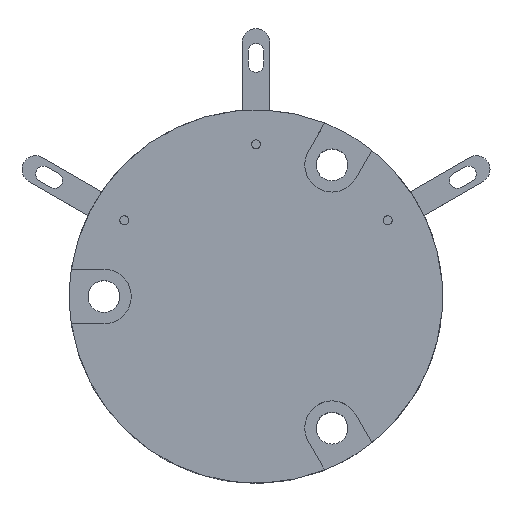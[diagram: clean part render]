
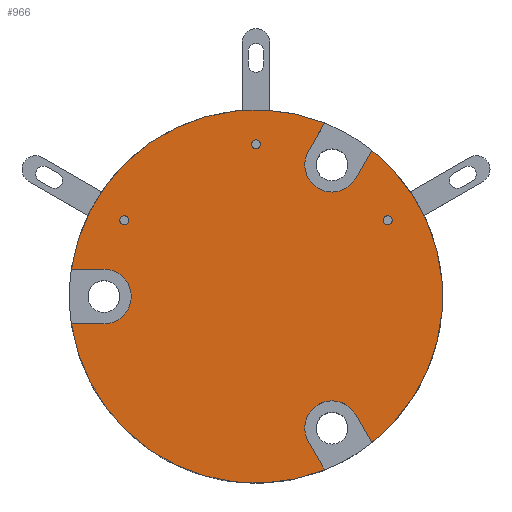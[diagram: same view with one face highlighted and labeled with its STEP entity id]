
A CAD part, top view. The second image highlights one B-rep face of the part: STEP entity #966.
In plain terms, the highlighted planar face has unit normal (0, 0, 1).
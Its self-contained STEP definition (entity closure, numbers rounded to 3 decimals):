
#88=LINE('',#1562,#167);
#93=LINE('',#1576,#172);
#96=LINE('',#1587,#175);
#101=LINE('',#1601,#180);
#104=LINE('',#1616,#183);
#109=LINE('',#1630,#188);
#167=VECTOR('',#1269,10.);
#172=VECTOR('',#1282,10.);
#175=VECTOR('',#1293,10.);
#180=VECTOR('',#1306,10.);
#183=VECTOR('',#1321,10.);
#188=VECTOR('',#1334,10.);
#210=FACE_BOUND('',#320,.T.);
#211=FACE_BOUND('',#321,.T.);
#212=FACE_BOUND('',#322,.T.);
#256=FACE_OUTER_BOUND('',#319,.T.);
#319=EDGE_LOOP('',(#811,#812,#813,#814,#815,#816,#817,#818,#819,#820,#821,
#822));
#320=EDGE_LOOP('',(#823,#824));
#321=EDGE_LOOP('',(#825,#826));
#322=EDGE_LOOP('',(#827,#828));
#364=CIRCLE('',#1055,3.);
#368=CIRCLE('',#1063,3.);
#374=CIRCLE('',#1073,3.);
#378=CIRCLE('',#1080,20.5);
#379=CIRCLE('',#1081,20.5);
#380=CIRCLE('',#1082,20.5);
#381=CIRCLE('',#1083,0.5);
#382=CIRCLE('',#1084,0.5);
#383=CIRCLE('',#1085,0.5);
#384=CIRCLE('',#1086,0.5);
#385=CIRCLE('',#1087,0.5);
#386=CIRCLE('',#1088,0.5);
#445=VERTEX_POINT('',#1560);
#446=VERTEX_POINT('',#1561);
#449=VERTEX_POINT('',#1569);
#451=VERTEX_POINT('',#1575);
#454=VERTEX_POINT('',#1585);
#455=VERTEX_POINT('',#1586);
#458=VERTEX_POINT('',#1594);
#460=VERTEX_POINT('',#1600);
#465=VERTEX_POINT('',#1614);
#466=VERTEX_POINT('',#1615);
#469=VERTEX_POINT('',#1623);
#471=VERTEX_POINT('',#1629);
#474=VERTEX_POINT('',#1642);
#475=VERTEX_POINT('',#1643);
#476=VERTEX_POINT('',#1646);
#477=VERTEX_POINT('',#1647);
#478=VERTEX_POINT('',#1650);
#479=VERTEX_POINT('',#1651);
#562=EDGE_CURVE('',#445,#446,#88,.T.);
#566=EDGE_CURVE('',#449,#445,#364,.T.);
#569=EDGE_CURVE('',#451,#449,#93,.T.);
#574=EDGE_CURVE('',#454,#455,#96,.T.);
#578=EDGE_CURVE('',#458,#454,#368,.T.);
#581=EDGE_CURVE('',#460,#458,#101,.T.);
#588=EDGE_CURVE('',#465,#466,#104,.T.);
#592=EDGE_CURVE('',#469,#465,#374,.T.);
#595=EDGE_CURVE('',#471,#469,#109,.T.);
#600=EDGE_CURVE('',#446,#471,#378,.T.);
#601=EDGE_CURVE('',#466,#460,#379,.T.);
#602=EDGE_CURVE('',#455,#451,#380,.T.);
#603=EDGE_CURVE('',#474,#475,#381,.T.);
#604=EDGE_CURVE('',#475,#474,#382,.T.);
#605=EDGE_CURVE('',#476,#477,#383,.T.);
#606=EDGE_CURVE('',#477,#476,#384,.T.);
#607=EDGE_CURVE('',#478,#479,#385,.T.);
#608=EDGE_CURVE('',#479,#478,#386,.T.);
#811=ORIENTED_EDGE('',*,*,#569,.T.);
#812=ORIENTED_EDGE('',*,*,#566,.T.);
#813=ORIENTED_EDGE('',*,*,#562,.T.);
#814=ORIENTED_EDGE('',*,*,#600,.T.);
#815=ORIENTED_EDGE('',*,*,#595,.T.);
#816=ORIENTED_EDGE('',*,*,#592,.T.);
#817=ORIENTED_EDGE('',*,*,#588,.T.);
#818=ORIENTED_EDGE('',*,*,#601,.T.);
#819=ORIENTED_EDGE('',*,*,#581,.T.);
#820=ORIENTED_EDGE('',*,*,#578,.T.);
#821=ORIENTED_EDGE('',*,*,#574,.T.);
#822=ORIENTED_EDGE('',*,*,#602,.T.);
#823=ORIENTED_EDGE('',*,*,#603,.T.);
#824=ORIENTED_EDGE('',*,*,#604,.T.);
#825=ORIENTED_EDGE('',*,*,#605,.T.);
#826=ORIENTED_EDGE('',*,*,#606,.T.);
#827=ORIENTED_EDGE('',*,*,#607,.T.);
#828=ORIENTED_EDGE('',*,*,#608,.T.);
#922=PLANE('',#1079);
#966=ADVANCED_FACE('',(#256,#210,#211,#212),#922,.T.);
#1055=AXIS2_PLACEMENT_3D('',#1570,#1275,#1276);
#1063=AXIS2_PLACEMENT_3D('',#1595,#1299,#1300);
#1073=AXIS2_PLACEMENT_3D('',#1624,#1327,#1328);
#1079=AXIS2_PLACEMENT_3D('',#1638,#1343,#1344);
#1080=AXIS2_PLACEMENT_3D('',#1639,#1345,#1346);
#1081=AXIS2_PLACEMENT_3D('',#1640,#1347,#1348);
#1082=AXIS2_PLACEMENT_3D('',#1641,#1349,#1350);
#1083=AXIS2_PLACEMENT_3D('',#1644,#1351,#1352);
#1084=AXIS2_PLACEMENT_3D('',#1645,#1353,#1354);
#1085=AXIS2_PLACEMENT_3D('',#1648,#1355,#1356);
#1086=AXIS2_PLACEMENT_3D('',#1649,#1357,#1358);
#1087=AXIS2_PLACEMENT_3D('',#1652,#1359,#1360);
#1088=AXIS2_PLACEMENT_3D('',#1653,#1361,#1362);
#1269=DIRECTION('',(0.5,-0.866,0.));
#1275=DIRECTION('center_axis',(0.,0.,-1.));
#1276=DIRECTION('ref_axis',(0.866,0.5,0.));
#1282=DIRECTION('',(-0.5,0.866,0.));
#1293=DIRECTION('',(-1.,0.,0.));
#1299=DIRECTION('center_axis',(0.,0.,-1.));
#1300=DIRECTION('ref_axis',(0.,-1.,0.));
#1306=DIRECTION('',(1.,0.,0.));
#1321=DIRECTION('',(0.5,0.866,0.));
#1327=DIRECTION('center_axis',(0.,0.,-1.));
#1328=DIRECTION('ref_axis',(-0.866,0.5,0.));
#1334=DIRECTION('',(-0.5,-0.866,0.));
#1343=DIRECTION('center_axis',(0.,0.,1.));
#1344=DIRECTION('ref_axis',(1.,0.,0.));
#1345=DIRECTION('center_axis',(0.,0.,1.));
#1346=DIRECTION('ref_axis',(1.,0.,0.));
#1347=DIRECTION('center_axis',(0.,0.,1.));
#1348=DIRECTION('ref_axis',(1.,0.,0.));
#1349=DIRECTION('center_axis',(0.,0.,1.));
#1350=DIRECTION('ref_axis',(1.,0.,0.));
#1351=DIRECTION('center_axis',(0.,0.,-1.));
#1352=DIRECTION('ref_axis',(1.,0.,0.));
#1353=DIRECTION('center_axis',(0.,0.,-1.));
#1354=DIRECTION('ref_axis',(1.,0.,0.));
#1355=DIRECTION('center_axis',(0.,0.,-1.));
#1356=DIRECTION('ref_axis',(1.,0.,0.));
#1357=DIRECTION('center_axis',(0.,0.,-1.));
#1358=DIRECTION('ref_axis',(1.,0.,0.));
#1359=DIRECTION('center_axis',(0.,0.,-1.));
#1360=DIRECTION('ref_axis',(1.,0.,0.));
#1361=DIRECTION('center_axis',(0.,0.,-1.));
#1362=DIRECTION('ref_axis',(1.,0.,0.));
#1560=CARTESIAN_POINT('',(10.948,-12.963,12.2));
#1561=CARTESIAN_POINT('',(12.738,-16.062,12.2));
#1562=CARTESIAN_POINT('',(6.773,-5.731,12.2));
#1569=CARTESIAN_POINT('',(5.752,-15.963,12.2));
#1570=CARTESIAN_POINT('Origin',(8.35,-14.463,12.2));
#1575=CARTESIAN_POINT('',(7.542,-19.062,12.2));
#1576=CARTESIAN_POINT('',(2.472,-10.281,12.2));
#1585=CARTESIAN_POINT('',(-16.7,-3.,12.2));
#1586=CARTESIAN_POINT('',(-20.279,-3.,12.2));
#1587=CARTESIAN_POINT('',(-8.35,-3.,12.2));
#1594=CARTESIAN_POINT('',(-16.7,3.,12.2));
#1595=CARTESIAN_POINT('Origin',(-16.7,0.,12.2));
#1600=CARTESIAN_POINT('',(-20.279,3.,12.2));
#1601=CARTESIAN_POINT('',(-10.14,3.,12.2));
#1614=CARTESIAN_POINT('',(5.752,15.963,12.2));
#1615=CARTESIAN_POINT('',(7.542,19.062,12.2));
#1616=CARTESIAN_POINT('',(1.577,8.731,12.2));
#1623=CARTESIAN_POINT('',(10.948,12.963,12.2));
#1624=CARTESIAN_POINT('Origin',(8.35,14.463,12.2));
#1629=CARTESIAN_POINT('',(12.738,16.062,12.2));
#1630=CARTESIAN_POINT('',(7.668,7.281,12.2));
#1638=CARTESIAN_POINT('Origin',(0.,0.,12.2));
#1639=CARTESIAN_POINT('Origin',(0.,0.,12.2));
#1640=CARTESIAN_POINT('Origin',(0.,0.,12.2));
#1641=CARTESIAN_POINT('Origin',(0.,0.,12.2));
#1642=CARTESIAN_POINT('',(-13.963,8.35,12.2));
#1643=CARTESIAN_POINT('',(-14.963,8.35,12.2));
#1644=CARTESIAN_POINT('Origin',(-14.463,8.35,12.2));
#1645=CARTESIAN_POINT('Origin',(-14.463,8.35,12.2));
#1646=CARTESIAN_POINT('',(0.5,16.7,12.2));
#1647=CARTESIAN_POINT('',(-0.5,16.7,12.2));
#1648=CARTESIAN_POINT('Origin',(0.,16.7,12.2));
#1649=CARTESIAN_POINT('Origin',(0.,16.7,12.2));
#1650=CARTESIAN_POINT('',(14.963,8.35,12.2));
#1651=CARTESIAN_POINT('',(13.963,8.35,12.2));
#1652=CARTESIAN_POINT('Origin',(14.463,8.35,12.2));
#1653=CARTESIAN_POINT('Origin',(14.463,8.35,12.2));
